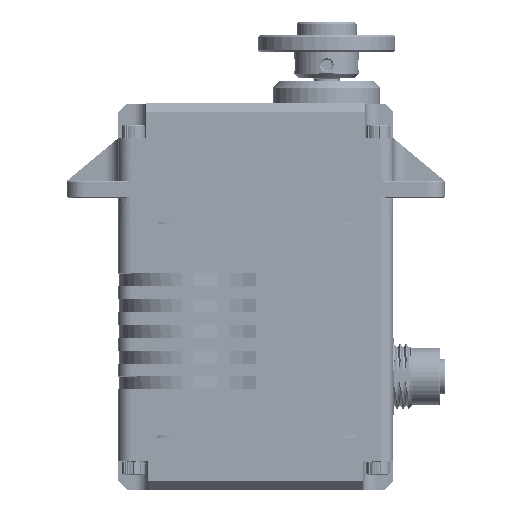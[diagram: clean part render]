
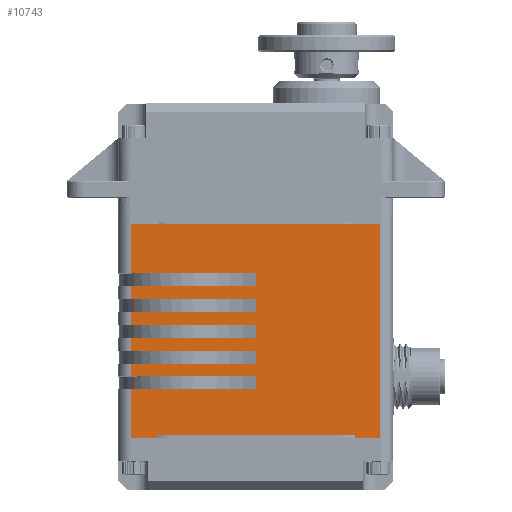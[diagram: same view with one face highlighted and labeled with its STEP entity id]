
A CAD part, top view. The second image highlights one B-rep face of the part: STEP entity #10743.
In plain terms, the highlighted planar face has unit normal (0, 0, 1).
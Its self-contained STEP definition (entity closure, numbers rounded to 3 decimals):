
#9109=DIRECTION('',(0.,1.,0.));
#9110=VECTOR('',#9109,49.8);
#9111=CARTESIAN_POINT('',(29.,-49.8,16.5));
#9112=LINE('',#9111,#9110);
#9136=DIRECTION('',(-1.,0.,0.));
#9137=VECTOR('',#9136,5.889);
#9138=CARTESIAN_POINT('',(-23.111,-49.8,16.5));
#9139=LINE('',#9138,#9137);
#9140=DIRECTION('',(-1.,0.,0.));
#9141=VECTOR('',#9140,29.);
#9142=CARTESIAN_POINT('',(0.,-35.5,16.5));
#9143=LINE('',#9142,#9141);
#9144=DIRECTION('',(-1.,0.,0.));
#9145=VECTOR('',#9144,29.);
#9146=CARTESIAN_POINT('',(0.,-29.5,16.5));
#9147=LINE('',#9146,#9145);
#9148=DIRECTION('',(-1.,0.,0.));
#9149=VECTOR('',#9148,29.);
#9150=CARTESIAN_POINT('',(0.,-23.5,16.5));
#9151=LINE('',#9150,#9149);
#9152=DIRECTION('',(-1.,0.,0.));
#9153=VECTOR('',#9152,29.);
#9154=CARTESIAN_POINT('',(0.,-17.5,16.5));
#9155=LINE('',#9154,#9153);
#9156=DIRECTION('',(-1.,0.,0.));
#9157=VECTOR('',#9156,29.);
#9158=CARTESIAN_POINT('',(0.,-11.5,16.5));
#9159=LINE('',#9158,#9157);
#9160=DIRECTION('',(-1.,0.,0.));
#9161=VECTOR('',#9160,5.889);
#9162=CARTESIAN_POINT('',(29.,-49.8,16.5));
#9163=LINE('',#9162,#9161);
#9164=DIRECTION('',(-1.,0.,0.));
#9165=VECTOR('',#9164,46.223);
#9166=CARTESIAN_POINT('',(23.111,-49.2,16.5));
#9167=LINE('',#9166,#9165);
#9168=DIRECTION('',(0.,-1.,0.));
#9169=VECTOR('',#9168,0.6);
#9170=CARTESIAN_POINT('',(-23.111,-49.2,16.5));
#9171=LINE('',#9170,#9169);
#9348=DIRECTION('',(-1.,0.,0.));
#9349=VECTOR('',#9348,58.);
#9350=CARTESIAN_POINT('',(29.,0.,16.5));
#9351=LINE('',#9350,#9349);
#9463=DIRECTION('',(0.,-1.,0.));
#9464=VECTOR('',#9463,3.);
#9465=CARTESIAN_POINT('',(0.,-11.5,16.5));
#9466=LINE('',#9465,#9464);
#9472=DIRECTION('',(-1.,0.,0.));
#9473=VECTOR('',#9472,29.);
#9474=CARTESIAN_POINT('',(0.,-14.5,16.5));
#9475=LINE('',#9474,#9473);
#9510=DIRECTION('',(0.,-1.,0.));
#9511=VECTOR('',#9510,3.);
#9512=CARTESIAN_POINT('',(-29.,-14.5,16.5));
#9513=LINE('',#9512,#9511);
#9552=DIRECTION('',(0.,-1.,0.));
#9553=VECTOR('',#9552,3.);
#9554=CARTESIAN_POINT('',(0.,-17.5,16.5));
#9555=LINE('',#9554,#9553);
#9561=DIRECTION('',(-1.,0.,0.));
#9562=VECTOR('',#9561,29.);
#9563=CARTESIAN_POINT('',(0.,-20.5,16.5));
#9564=LINE('',#9563,#9562);
#9599=DIRECTION('',(0.,-1.,0.));
#9600=VECTOR('',#9599,3.);
#9601=CARTESIAN_POINT('',(-29.,-20.5,16.5));
#9602=LINE('',#9601,#9600);
#9641=DIRECTION('',(0.,-1.,0.));
#9642=VECTOR('',#9641,3.);
#9643=CARTESIAN_POINT('',(0.,-23.5,16.5));
#9644=LINE('',#9643,#9642);
#9650=DIRECTION('',(-1.,0.,0.));
#9651=VECTOR('',#9650,29.);
#9652=CARTESIAN_POINT('',(0.,-26.5,16.5));
#9653=LINE('',#9652,#9651);
#9688=DIRECTION('',(0.,-1.,0.));
#9689=VECTOR('',#9688,3.);
#9690=CARTESIAN_POINT('',(-29.,-26.5,16.5));
#9691=LINE('',#9690,#9689);
#9730=DIRECTION('',(0.,-1.,0.));
#9731=VECTOR('',#9730,3.);
#9732=CARTESIAN_POINT('',(0.,-29.5,16.5));
#9733=LINE('',#9732,#9731);
#9739=DIRECTION('',(-1.,0.,0.));
#9740=VECTOR('',#9739,29.);
#9741=CARTESIAN_POINT('',(0.,-32.5,16.5));
#9742=LINE('',#9741,#9740);
#9777=DIRECTION('',(0.,-1.,0.));
#9778=VECTOR('',#9777,3.);
#9779=CARTESIAN_POINT('',(-29.,-32.5,16.5));
#9780=LINE('',#9779,#9778);
#9831=DIRECTION('',(0.,-1.,0.));
#9832=VECTOR('',#9831,3.);
#9833=CARTESIAN_POINT('',(0.,-35.5,16.5));
#9834=LINE('',#9833,#9832);
#9865=DIRECTION('',(-1.,0.,0.));
#9866=VECTOR('',#9865,29.);
#9867=CARTESIAN_POINT('',(0.,-38.5,16.5));
#9868=LINE('',#9867,#9866);
#9914=DIRECTION('',(0.,-1.,0.));
#9915=VECTOR('',#9914,11.3);
#9916=CARTESIAN_POINT('',(-29.,-38.5,16.5));
#9917=LINE('',#9916,#9915);
#10026=DIRECTION('',(0.,-1.,0.));
#10027=VECTOR('',#10026,11.5);
#10028=CARTESIAN_POINT('',(-29.,0.,16.5));
#10029=LINE('',#10028,#10027);
#10130=DIRECTION('',(0.,-1.,0.));
#10131=VECTOR('',#10130,0.6);
#10132=CARTESIAN_POINT('',(23.111,-49.2,16.5));
#10133=LINE('',#10132,#10131);
#10279=CARTESIAN_POINT('',(0.,-26.5,16.5));
#10281=VERTEX_POINT('',#10279);
#10282=CARTESIAN_POINT('',(-29.,-26.5,16.5));
#10283=VERTEX_POINT('',#10282);
#10296=CARTESIAN_POINT('',(0.,-23.5,16.5));
#10297=VERTEX_POINT('',#10296);
#10306=CARTESIAN_POINT('',(-29.,-23.5,16.5));
#10307=VERTEX_POINT('',#10306);
#10368=CARTESIAN_POINT('',(-29.,-49.8,16.5));
#10369=VERTEX_POINT('',#10368);
#10370=CARTESIAN_POINT('',(-23.111,-49.8,16.5));
#10371=VERTEX_POINT('',#10370);
#10376=CARTESIAN_POINT('',(29.,-49.8,16.5));
#10377=CARTESIAN_POINT('',(23.111,-49.8,16.5));
#10378=VERTEX_POINT('',#10376);
#10379=VERTEX_POINT('',#10377);
#10415=CARTESIAN_POINT('',(0.,-32.5,16.5));
#10417=VERTEX_POINT('',#10415);
#10418=CARTESIAN_POINT('',(-29.,-32.5,16.5));
#10419=VERTEX_POINT('',#10418);
#10430=CARTESIAN_POINT('',(0.,-29.5,16.5));
#10431=VERTEX_POINT('',#10430);
#10438=CARTESIAN_POINT('',(-29.,-29.5,16.5));
#10439=VERTEX_POINT('',#10438);
#10458=CARTESIAN_POINT('',(-29.,-35.5,16.5));
#10459=VERTEX_POINT('',#10458);
#10460=CARTESIAN_POINT('',(-29.,-20.5,16.5));
#10461=VERTEX_POINT('',#10460);
#10462=CARTESIAN_POINT('',(-29.,-11.5,16.5));
#10463=VERTEX_POINT('',#10462);
#10464=CARTESIAN_POINT('',(-29.,0.,16.5));
#10465=VERTEX_POINT('',#10464);
#10466=CARTESIAN_POINT('',(-29.,-14.5,16.5));
#10467=VERTEX_POINT('',#10466);
#10468=CARTESIAN_POINT('',(-29.,-17.5,16.5));
#10469=VERTEX_POINT('',#10468);
#10470=CARTESIAN_POINT('',(-29.,-38.5,16.5));
#10471=VERTEX_POINT('',#10470);
#10472=CARTESIAN_POINT('',(0.,-38.5,16.5));
#10473=VERTEX_POINT('',#10472);
#10474=CARTESIAN_POINT('',(0.,-35.5,16.5));
#10475=VERTEX_POINT('',#10474);
#10476=CARTESIAN_POINT('',(0.,-20.5,16.5));
#10477=VERTEX_POINT('',#10476);
#10478=CARTESIAN_POINT('',(0.,-17.5,16.5));
#10479=VERTEX_POINT('',#10478);
#10480=CARTESIAN_POINT('',(0.,-14.5,16.5));
#10481=VERTEX_POINT('',#10480);
#10482=CARTESIAN_POINT('',(0.,-11.5,16.5));
#10483=VERTEX_POINT('',#10482);
#10484=CARTESIAN_POINT('',(29.,0.,16.5));
#10485=VERTEX_POINT('',#10484);
#10486=CARTESIAN_POINT('',(23.111,-49.2,16.5));
#10487=VERTEX_POINT('',#10486);
#10488=CARTESIAN_POINT('',(-23.111,-49.2,16.5));
#10489=VERTEX_POINT('',#10488);
#10682=CARTESIAN_POINT('',(-29.,0.,16.5));
#10683=DIRECTION('',(0.,0.,1.));
#10684=DIRECTION('',(1.,0.,0.));
#10685=AXIS2_PLACEMENT_3D('',#10682,#10683,#10684);
#10686=PLANE('',#10685);
#10688=ORIENTED_EDGE('',*,*,#10687,.T.);
#10690=ORIENTED_EDGE('',*,*,#10689,.F.);
#10692=ORIENTED_EDGE('',*,*,#10691,.F.);
#10694=ORIENTED_EDGE('',*,*,#10693,.F.);
#10696=ORIENTED_EDGE('',*,*,#10695,.T.);
#10698=ORIENTED_EDGE('',*,*,#10697,.F.);
#10700=ORIENTED_EDGE('',*,*,#10699,.F.);
#10702=ORIENTED_EDGE('',*,*,#10701,.F.);
#10704=ORIENTED_EDGE('',*,*,#10703,.T.);
#10706=ORIENTED_EDGE('',*,*,#10705,.F.);
#10708=ORIENTED_EDGE('',*,*,#10707,.F.);
#10710=ORIENTED_EDGE('',*,*,#10709,.F.);
#10712=ORIENTED_EDGE('',*,*,#10711,.T.);
#10714=ORIENTED_EDGE('',*,*,#10713,.F.);
#10716=ORIENTED_EDGE('',*,*,#10715,.F.);
#10718=ORIENTED_EDGE('',*,*,#10717,.F.);
#10720=ORIENTED_EDGE('',*,*,#10719,.T.);
#10722=ORIENTED_EDGE('',*,*,#10721,.F.);
#10724=ORIENTED_EDGE('',*,*,#10723,.F.);
#10726=ORIENTED_EDGE('',*,*,#10725,.F.);
#10728=ORIENTED_EDGE('',*,*,#10727,.T.);
#10730=ORIENTED_EDGE('',*,*,#10729,.F.);
#10732=ORIENTED_EDGE('',*,*,#10731,.F.);
#10733=ORIENTED_EDGE('',*,*,#10633,.F.);
#10734=ORIENTED_EDGE('',*,*,#10654,.T.);
#10736=ORIENTED_EDGE('',*,*,#10735,.F.);
#10738=ORIENTED_EDGE('',*,*,#10737,.T.);
#10740=ORIENTED_EDGE('',*,*,#10739,.T.);
#10741=EDGE_LOOP('',(#10688,#10690,#10692,#10694,#10696,#10698,#10700,#10702,
#10704,#10706,#10708,#10710,#10712,#10714,#10716,#10718,#10720,#10722,#10724,
#10726,#10728,#10730,#10732,#10733,#10734,#10736,#10738,#10740));
#10742=FACE_OUTER_BOUND('',#10741,.F.);
#10743=ADVANCED_FACE('',(#10742),#10686,.T.);
#10633=EDGE_CURVE('',#10378,#10485,#9112,.T.);
#10654=EDGE_CURVE('',#10378,#10379,#9163,.T.);
#10687=EDGE_CURVE('',#10371,#10369,#9139,.T.);
#10689=EDGE_CURVE('',#10471,#10369,#9917,.T.);
#10691=EDGE_CURVE('',#10473,#10471,#9868,.T.);
#10693=EDGE_CURVE('',#10475,#10473,#9834,.T.);
#10695=EDGE_CURVE('',#10475,#10459,#9143,.T.);
#10697=EDGE_CURVE('',#10419,#10459,#9780,.T.);
#10699=EDGE_CURVE('',#10417,#10419,#9742,.T.);
#10701=EDGE_CURVE('',#10431,#10417,#9733,.T.);
#10703=EDGE_CURVE('',#10431,#10439,#9147,.T.);
#10705=EDGE_CURVE('',#10283,#10439,#9691,.T.);
#10707=EDGE_CURVE('',#10281,#10283,#9653,.T.);
#10709=EDGE_CURVE('',#10297,#10281,#9644,.T.);
#10711=EDGE_CURVE('',#10297,#10307,#9151,.T.);
#10713=EDGE_CURVE('',#10461,#10307,#9602,.T.);
#10715=EDGE_CURVE('',#10477,#10461,#9564,.T.);
#10717=EDGE_CURVE('',#10479,#10477,#9555,.T.);
#10719=EDGE_CURVE('',#10479,#10469,#9155,.T.);
#10721=EDGE_CURVE('',#10467,#10469,#9513,.T.);
#10723=EDGE_CURVE('',#10481,#10467,#9475,.T.);
#10725=EDGE_CURVE('',#10483,#10481,#9466,.T.);
#10727=EDGE_CURVE('',#10483,#10463,#9159,.T.);
#10729=EDGE_CURVE('',#10465,#10463,#10029,.T.);
#10731=EDGE_CURVE('',#10485,#10465,#9351,.T.);
#10735=EDGE_CURVE('',#10487,#10379,#10133,.T.);
#10737=EDGE_CURVE('',#10487,#10489,#9167,.T.);
#10739=EDGE_CURVE('',#10489,#10371,#9171,.T.);
